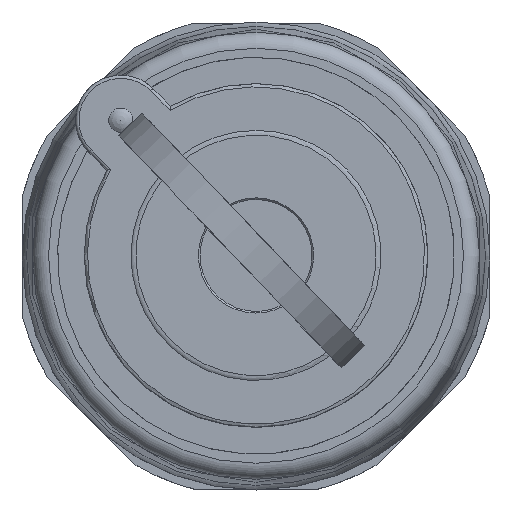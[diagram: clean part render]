
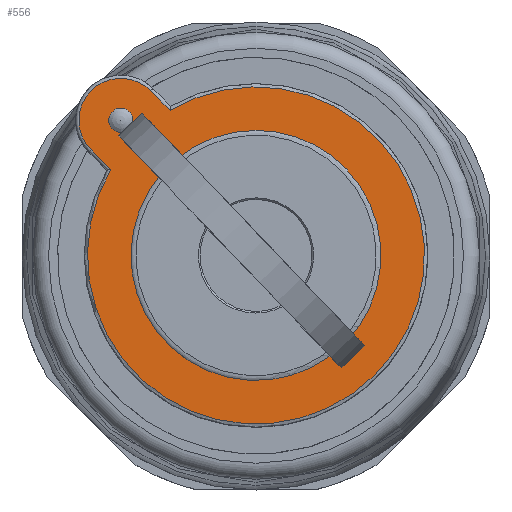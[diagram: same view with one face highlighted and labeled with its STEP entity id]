
A CAD part, top view. The second image highlights one B-rep face of the part: STEP entity #556.
In plain terms, the highlighted planar face has unit normal (0, 0, 1).
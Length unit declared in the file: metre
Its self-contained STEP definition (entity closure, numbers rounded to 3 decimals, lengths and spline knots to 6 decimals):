
#556 = ADVANCED_FACE( '', ( #1595, #1596, #1597 ), #1598, .F. );
#1595 = FACE_BOUND( '', #3178, .T. );
#1596 = FACE_BOUND( '', #3179, .T. );
#1597 = FACE_OUTER_BOUND( '', #3180, .T. );
#1598 = PLANE( '', #3181 );
#1817 = EDGE_CURVE( '', #3418, #3416, #3419, .T. );
#1836 = EDGE_CURVE( '', #3444, #3449, #3451, .T. );
#1845 = EDGE_CURVE( '', #3416, #3444, #3463, .T. );
#1847 = EDGE_CURVE( '', #3449, #3418, #3465, .T. );
#3178 = EDGE_LOOP( '', ( #6804 ) );
#3179 = EDGE_LOOP( '', ( #6805 ) );
#3180 = EDGE_LOOP( '', ( #6806, #6807, #6808, #6809 ) );
#3181 = AXIS2_PLACEMENT_3D( '', #6810, #6811, #6812 );
#3416 = VERTEX_POINT( '', #7650 );
#3418 = VERTEX_POINT( '', #7657 );
#3419 = LINE( '', #7658, #7659 );
#3444 = VERTEX_POINT( '', #7691 );
#3449 = VERTEX_POINT( '', #7702 );
#3451 = LINE( '', #7704, #7705 );
#3463 = CIRCLE( '', #7718, 0.01045 );
#3465 = CIRCLE( '', #7720, 0.0026 );
#6804 = ORIENTED_EDGE( '', *, *, #7735, .F. );
#6805 = ORIENTED_EDGE( '', *, *, #8731, .T. );
#6806 = ORIENTED_EDGE( '', *, *, #1836, .T. );
#6807 = ORIENTED_EDGE( '', *, *, #1847, .T. );
#6808 = ORIENTED_EDGE( '', *, *, #1817, .T. );
#6809 = ORIENTED_EDGE( '', *, *, #1845, .T. );
#6810 = CARTESIAN_POINT( '', ( -0.008379, 0.007629, 0.0158 ) );
#6811 = DIRECTION( '', ( 0., 0., -1. ) );
#6812 = DIRECTION( '', ( -1., 0., 0. ) );
#7650 = CARTESIAN_POINT( '', ( -0.008995, 0.005318, 0.0158 ) );
#7657 = CARTESIAN_POINT( '', ( -0.010218, 0.006541, 0.0158 ) );
#7658 = CARTESIAN_POINT( '', ( -0.001838, -0.001838, 0.0158 ) );
#7659 = VECTOR( '', #9020, 1. );
#7691 = CARTESIAN_POINT( '', ( -0.005318, 0.008995, 0.0158 ) );
#7702 = CARTESIAN_POINT( '', ( -0.006541, 0.010218, 0.0158 ) );
#7704 = CARTESIAN_POINT( '', ( 0.001838, 0.001838, 0.0158 ) );
#7705 = VECTOR( '', #9044, 1. );
#7718 = AXIS2_PLACEMENT_3D( '', #9061, #9062, #9063 );
#7720 = AXIS2_PLACEMENT_3D( '', #9064, #9065, #9066 );
#7735 = EDGE_CURVE( '', #9080, #9080, #9081, .T. );
#8731 = EDGE_CURVE( '', #10782, #10782, #10783, .T. );
#9020 = DIRECTION( '', ( 0.707, -0.707, 0. ) );
#9044 = DIRECTION( '', ( -0.707, 0.707, 0. ) );
#9061 = CARTESIAN_POINT( '', ( 0., 0., 0.0158 ) );
#9062 = DIRECTION( '', ( 0., 0., 1. ) );
#9063 = DIRECTION( '', ( -0.707, -0.707, 0. ) );
#9064 = CARTESIAN_POINT( '', ( -0.008379, 0.008379, 0.0158 ) );
#9065 = DIRECTION( '', ( 0., 0., 1. ) );
#9066 = DIRECTION( '', ( -0.707, -0.707, 0. ) );
#9080 = VERTEX_POINT( '', #11222 );
#9081 = CIRCLE( '', #11223, 0.00075 );
#10782 = VERTEX_POINT( '', #14115 );
#10783 = CIRCLE( '', #14116, 0.00775 );
#11222 = CARTESIAN_POINT( '', ( -0.008379, 0.007629, 0.0158 ) );
#11223 = AXIS2_PLACEMENT_3D( '', #15138, #15139, #15140 );
#14115 = CARTESIAN_POINT( '', ( 0., 0.00775, 0.0158 ) );
#14116 = AXIS2_PLACEMENT_3D( '', #16604, #16605, #16606 );
#15138 = CARTESIAN_POINT( '', ( -0.008379, 0.008379, 0.0158 ) );
#15139 = DIRECTION( '', ( 0., 0., 1. ) );
#15140 = DIRECTION( '', ( 0., -1., 0. ) );
#16604 = CARTESIAN_POINT( '', ( 0., 0., 0.0158 ) );
#16605 = DIRECTION( '', ( 0., 0., -1. ) );
#16606 = DIRECTION( '', ( 0., 1., 0. ) );
